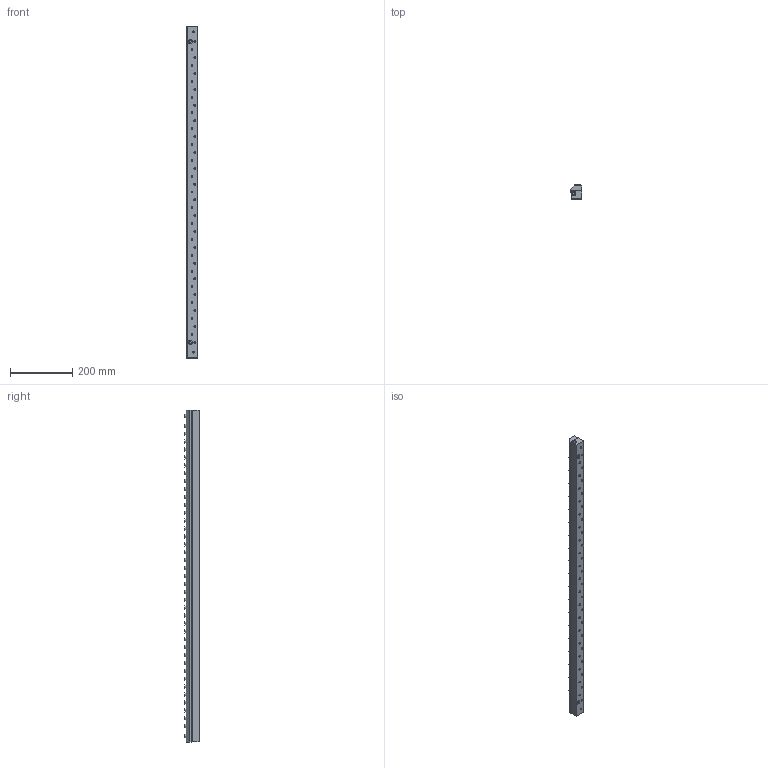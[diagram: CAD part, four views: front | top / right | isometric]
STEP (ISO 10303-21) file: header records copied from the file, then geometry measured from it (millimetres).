
FILE_DESCRIPTION((''),'2;1');
FILE_NAME('110042-PVDF.stp','2009-08-06T14:49:24',('David Woerner'),(''),'Autodesk Inventor 2010','Autodesk Inventor 2010','');
FILE_SCHEMA(('AUTOMOTIVE_DESIGN { 1 0 10303 214 1 1 1 1 }'));
Length unit declared in the file: inch
Products named in the file (7): 110042-PVDF (LevelofDetail1); 901012; 901013; 901014; 900248; 2583; Parker Countersunk Hex-Head Plug 219P 219P-4
Assembly tree (48 placements, depth 3):
  110042-PVDF (LevelofDetail1)
    901012
    901013
    901014
    900248  x41
    2583  x3
      Parker Countersunk Hex-Head Plug 219P 219P-4
Bounding box: 36.53 x 45.26 x 1066.8 mm (x, y, z)
Volume: 1365449.2 mm3; surface area: 370873.3 mm2
Topology: 47 solids, 47 shells, 639 faces, 1557 edges, 1055 vertices
Faces by surface type: plane 436, bspline 96, cylinder 90, cone 17
Full cylindrical faces by diameter (mm): 6.477 x41, 7.163 x41
Entity records: 8660 total; most frequent: CARTESIAN_POINT 2779, DIRECTION 1093, ORIENTED_EDGE 930, EDGE_LOOP 603, AXIS2_PLACEMENT_3D 470, EDGE_CURVE 465, VERTEX_POINT 394, FACE_BOUND 388
